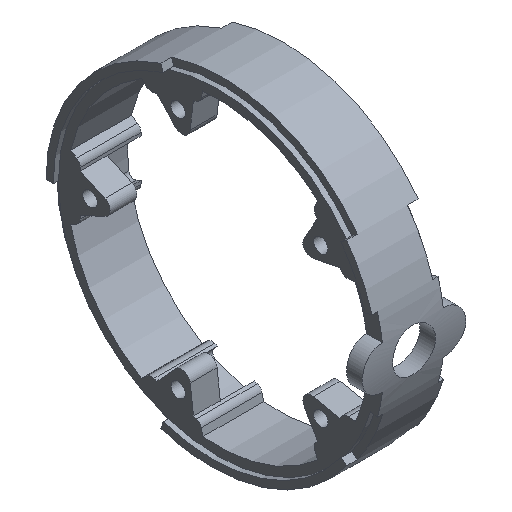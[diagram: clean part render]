
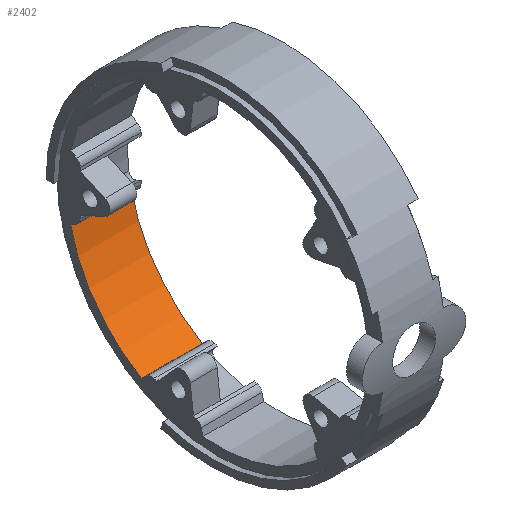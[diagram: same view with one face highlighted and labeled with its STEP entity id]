
A CAD part, isometric view. The second image highlights one B-rep face of the part: STEP entity #2402.
In plain terms, the highlighted cylindrical face has radius 42.1 mm (diameter 84.2 mm), a partial arc.
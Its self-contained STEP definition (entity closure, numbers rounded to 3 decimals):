
#169=CIRCLE('',#2612,42.1);
#170=CIRCLE('',#2613,42.1);
#252=FACE_OUTER_BOUND('',#386,.T.);
#386=EDGE_LOOP('',(#1737,#1738,#1739,#1740));
#558=LINE('',#3942,#795);
#559=LINE('',#3946,#796);
#795=VECTOR('',#3020,1000.);
#796=VECTOR('',#3023,1000.);
#1099=VERTEX_POINT('',#3940);
#1100=VERTEX_POINT('',#3941);
#1101=VERTEX_POINT('',#3943);
#1102=VERTEX_POINT('',#3945);
#1350=EDGE_CURVE('',#1099,#1100,#558,.T.);
#1351=EDGE_CURVE('',#1101,#1099,#169,.T.);
#1352=EDGE_CURVE('',#1101,#1102,#559,.T.);
#1353=EDGE_CURVE('',#1102,#1100,#170,.T.);
#1737=ORIENTED_EDGE('',*,*,#1350,.F.);
#1738=ORIENTED_EDGE('',*,*,#1351,.F.);
#1739=ORIENTED_EDGE('',*,*,#1352,.T.);
#1740=ORIENTED_EDGE('',*,*,#1353,.T.);
#2343=CYLINDRICAL_SURFACE('',#2611,42.1);
#2402=ADVANCED_FACE('',(#252),#2343,.F.);
#2611=AXIS2_PLACEMENT_3D('',#3939,#3018,#3019);
#2612=AXIS2_PLACEMENT_3D('',#3944,#3021,#3022);
#2613=AXIS2_PLACEMENT_3D('',#3947,#3024,#3025);
#3018=DIRECTION('center_axis',(0.,0.,-1.));
#3019=DIRECTION('ref_axis',(-1.,0.,0.));
#3020=DIRECTION('',(0.,0.,-1.));
#3021=DIRECTION('center_axis',(0.,0.,
-1.));
#3022=DIRECTION('ref_axis',(0.,1.,0.));
#3023=DIRECTION('',(0.,0.,-1.));
#3024=DIRECTION('center_axis',(0.,0.,-1.));
#3025=DIRECTION('ref_axis',(1.,0.,0.));
#3939=CARTESIAN_POINT('Origin',(0.,0.,39.502));
#3940=CARTESIAN_POINT('',(36.331,21.272,17.));
#3941=CARTESIAN_POINT('',(36.331,21.272,0.));
#3942=CARTESIAN_POINT('',(36.331,21.272,29.244));
#3943=CARTESIAN_POINT('',(9.004,41.126,17.));
#3944=CARTESIAN_POINT('Origin',(0.,0.,17.));
#3945=CARTESIAN_POINT('',(9.004,41.126,0.));
#3946=CARTESIAN_POINT('',(9.004,41.126,29.244));
#3947=CARTESIAN_POINT('Origin',(0.,0.,0.));
